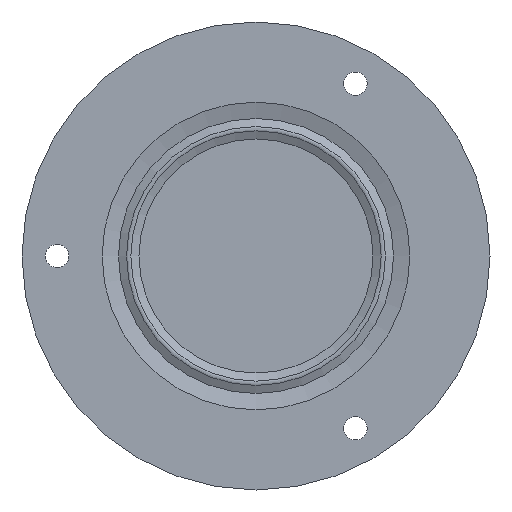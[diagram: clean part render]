
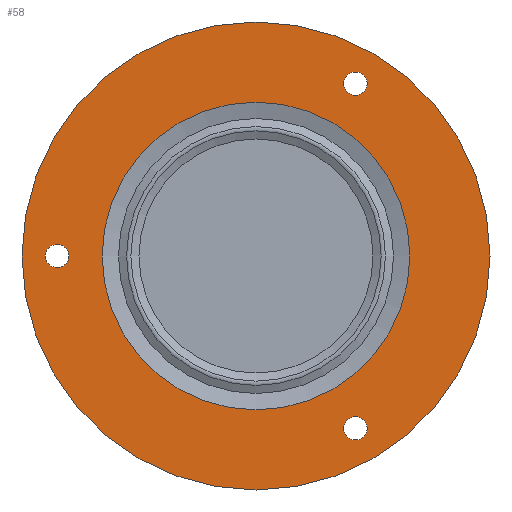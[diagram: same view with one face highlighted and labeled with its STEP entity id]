
A CAD part, front view. The second image highlights one B-rep face of the part: STEP entity #58.
In plain terms, the highlighted planar face has unit normal (0, -1, 0).
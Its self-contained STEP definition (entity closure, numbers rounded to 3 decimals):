
#58 = ADVANCED_FACE( '', ( #125, #126, #127, #128, #129 ), #130, .F. );
#125 = FACE_BOUND( '', #192, .T. );
#126 = FACE_OUTER_BOUND( '', #193, .T. );
#127 = FACE_BOUND( '', #194, .T. );
#128 = FACE_BOUND( '', #195, .T. );
#129 = FACE_BOUND( '', #196, .T. );
#130 = PLANE( '', #197 );
#192 = EDGE_LOOP( '', ( #273 ) );
#193 = EDGE_LOOP( '', ( #274 ) );
#194 = EDGE_LOOP( '', ( #275 ) );
#195 = EDGE_LOOP( '', ( #276 ) );
#196 = EDGE_LOOP( '', ( #277 ) );
#197 = AXIS2_PLACEMENT_3D( '', #278, #279, #280 );
#273 = ORIENTED_EDGE( '', *, *, #318, .F. );
#274 = ORIENTED_EDGE( '', *, *, #299, .T. );
#275 = ORIENTED_EDGE( '', *, *, #314, .T. );
#276 = ORIENTED_EDGE( '', *, *, #324, .T. );
#277 = ORIENTED_EDGE( '', *, *, #316, .T. );
#278 = CARTESIAN_POINT( '', ( 20., 0., 0. ) );
#279 = DIRECTION( '', ( 0., 1., 0. ) );
#280 = DIRECTION( '', ( 0., 0., 1. ) );
#299 = EDGE_CURVE( '', #329, #329, #330, .T. );
#314 = EDGE_CURVE( '', #354, #354, #355, .T. );
#316 = EDGE_CURVE( '', #357, #357, #358, .T. );
#318 = EDGE_CURVE( '', #360, #360, #361, .T. );
#324 = EDGE_CURVE( '', #369, #369, #370, .T. );
#329 = VERTEX_POINT( '', #375 );
#330 = CIRCLE( '', #376, 20. );
#354 = VERTEX_POINT( '', #400 );
#355 = CIRCLE( '', #401, 1. );
#357 = VERTEX_POINT( '', #403 );
#358 = CIRCLE( '', #404, 1. );
#360 = VERTEX_POINT( '', #406 );
#361 = CIRCLE( '', #407, 13.15 );
#369 = VERTEX_POINT( '', #415 );
#370 = CIRCLE( '', #416, 1. );
#375 = CARTESIAN_POINT( '', ( 0., 0., -20. ) );
#376 = AXIS2_PLACEMENT_3D( '', #420, #421, #422 );
#400 = CARTESIAN_POINT( '', ( 8., 0., -13.856 ) );
#401 = AXIS2_PLACEMENT_3D( '', #450, #451, #452 );
#403 = CARTESIAN_POINT( '', ( -16., 0., 0. ) );
#404 = AXIS2_PLACEMENT_3D( '', #453, #454, #455 );
#406 = CARTESIAN_POINT( '', ( 0., 0., -13.15 ) );
#407 = AXIS2_PLACEMENT_3D( '', #456, #457, #458 );
#415 = CARTESIAN_POINT( '', ( 8., 0., 13.856 ) );
#416 = AXIS2_PLACEMENT_3D( '', #465, #466, #467 );
#420 = CARTESIAN_POINT( '', ( 0., 0., 0. ) );
#421 = DIRECTION( '', ( 0., -1., 0. ) );
#422 = DIRECTION( '', ( 0., 0., -1. ) );
#450 = CARTESIAN_POINT( '', ( 8.5, 0., -14.722 ) );
#451 = DIRECTION( '', ( 0., 1., 0. ) );
#452 = DIRECTION( '', ( -0.5, 0., 0.866 ) );
#453 = CARTESIAN_POINT( '', ( -17., 0., 0. ) );
#454 = DIRECTION( '', ( 0., 1., 0. ) );
#455 = DIRECTION( '', ( 1., 0., 0. ) );
#456 = CARTESIAN_POINT( '', ( 0., 0., 0. ) );
#457 = DIRECTION( '', ( 0., -1., 0. ) );
#458 = DIRECTION( '', ( 0., 0., -1. ) );
#465 = CARTESIAN_POINT( '', ( 8.5, 0., 14.722 ) );
#466 = DIRECTION( '', ( 0., 1., 0. ) );
#467 = DIRECTION( '', ( -0.5, 0., -0.866 ) );
